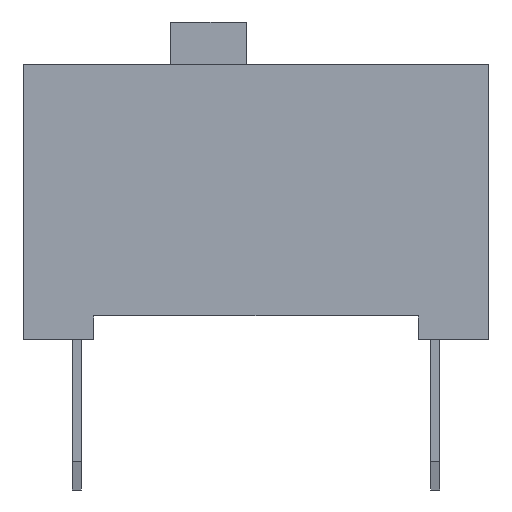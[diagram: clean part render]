
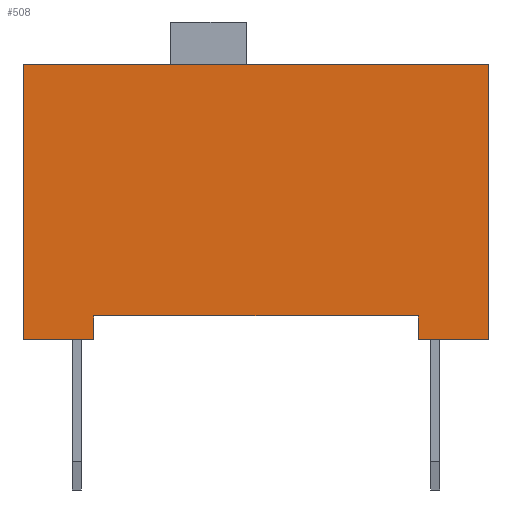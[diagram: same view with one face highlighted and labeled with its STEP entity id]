
A CAD part, left-side view. The second image highlights one B-rep face of the part: STEP entity #508.
In plain terms, the highlighted planar face has unit normal (-1, 0, 0).
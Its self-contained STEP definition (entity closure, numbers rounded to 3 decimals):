
#13=DIRECTION('',(0.,0.,1.));
#34=VECTOR('',#13,1.);
#56=CARTESIAN_POINT('',(-2.4,-1.14,0.));
#58=DIRECTION('',(1.,0.,0.));
#119=VECTOR('',#120,1.);
#120=DIRECTION('',(0.,-1.,0.));
#123=VERTEX_POINT('',#124);
#124=CARTESIAN_POINT('',(-2.4,0.36,0.5));
#127=ORIENTED_EDGE('',*,*,#128,.F.);
#128=EDGE_CURVE('',#129,#123,#131,.T.);
#129=VERTEX_POINT('',#130);
#130=CARTESIAN_POINT('',(-2.4,7.26,0.5));
#131=LINE('',#132,#119);
#132=CARTESIAN_POINT('',(-2.4,6.285,0.5));
#377=VERTEX_POINT('',#56);
#381=EDGE_CURVE('',#377,#382,#384,.T.);
#382=VERTEX_POINT('',#383);
#383=CARTESIAN_POINT('',(-2.4,-1.14,5.85));
#384=LINE('',#56,#34);
#459=VERTEX_POINT('',#460);
#460=CARTESIAN_POINT('',(-2.4,8.76,5.85));
#463=EDGE_CURVE('',#464,#459,#466,.T.);
#464=VERTEX_POINT('',#465);
#465=CARTESIAN_POINT('',(-2.4,8.76,0.));
#466=LINE('',#465,#34);
#488=VECTOR('',#489,1.);
#489=DIRECTION('',(0.,0.,-1.));
#497=VERTEX_POINT('',#498);
#498=CARTESIAN_POINT('',(-2.4,7.26,0.));
#503=ORIENTED_EDGE('',*,*,#504,.T.);
#504=EDGE_CURVE('',#129,#497,#505,.T.);
#505=LINE('',#498,#488);
#508=ADVANCED_FACE('',(#509),#526,.F.);
#509=FACE_BOUND('',#510,.F.);
#510=EDGE_LOOP('',(#511,#514,#515,#518,#519,#523,#127,#503));
#511=ORIENTED_EDGE('',*,*,#512,.F.);
#512=EDGE_CURVE('',#464,#497,#513,.T.);
#513=LINE('',#465,#119);
#514=ORIENTED_EDGE('',*,*,#463,.T.);
#515=ORIENTED_EDGE('',*,*,#516,.T.);
#516=EDGE_CURVE('',#459,#382,#517,.T.);
#517=LINE('',#460,#119);
#518=ORIENTED_EDGE('',*,*,#381,.F.);
#519=ORIENTED_EDGE('',*,*,#520,.F.);
#520=EDGE_CURVE('',#521,#377,#513,.T.);
#521=VERTEX_POINT('',#522);
#522=CARTESIAN_POINT('',(-2.4,0.36,0.));
#523=ORIENTED_EDGE('',*,*,#524,.T.);
#524=EDGE_CURVE('',#521,#123,#525,.T.);
#525=LINE('',#522,#34);
#526=PLANE('',#527);
#527=AXIS2_PLACEMENT_3D('',#465,#58,#120);
